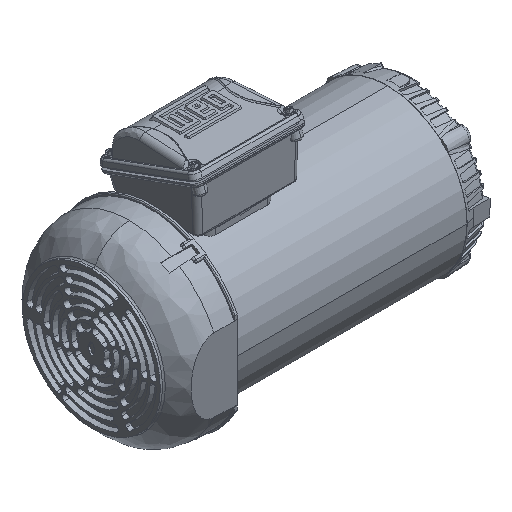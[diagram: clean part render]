
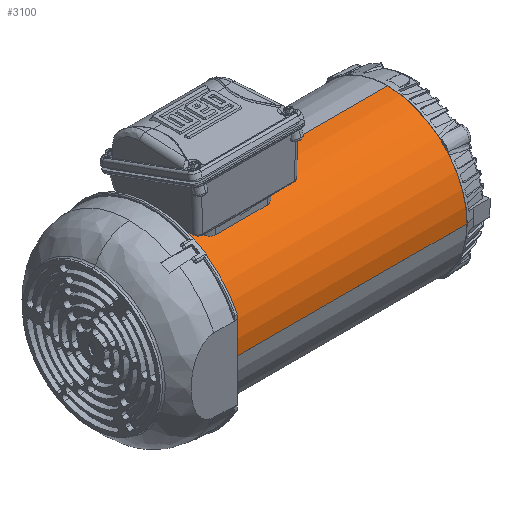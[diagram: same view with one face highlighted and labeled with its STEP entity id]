
A CAD part, isometric view. The second image highlights one B-rep face of the part: STEP entity #3100.
In plain terms, the highlighted cylindrical face has radius 81.875 mm (diameter 163.75 mm), a partial arc.
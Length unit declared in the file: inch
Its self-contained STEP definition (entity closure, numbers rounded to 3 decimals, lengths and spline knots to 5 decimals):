
#85 = AXIS2_PLACEMENT_3D ( 'NONE', #28653, #39936, #24494 ) ;
#1104 = VERTEX_POINT ( 'NONE', #3085 ) ;
#1288 = EDGE_LOOP ( 'NONE', ( #48299, #2821, #44961, #41803 ) ) ;
#1923 = DIRECTION ( 'NONE',  ( -1., 0., 0. ) ) ;
#2470 = VERTEX_POINT ( 'NONE', #23872 ) ;
#2821 = ORIENTED_EDGE ( 'NONE', *, *, #42260, .T. ) ;
#3085 = CARTESIAN_POINT ( 'NONE',  ( -3.45671, -0.55125, 3.22343 ) ) ;
#3100 = ADVANCED_FACE ( 'NONE', ( #28977 ), #3525, .T. ) ;
#3525 = CYLINDRICAL_SURFACE ( 'NONE', #9890, 3.22343 ) ;
#6761 = CARTESIAN_POINT ( 'NONE',  ( 24.31167, -0.55125, 3.22343 ) ) ;
#9781 = VECTOR ( 'NONE', #25819, 39.37008 ) ;
#9890 = AXIS2_PLACEMENT_3D ( 'NONE', #10880, #43908, #25294 ) ;
#10880 = CARTESIAN_POINT ( 'NONE',  ( 24.31167, -0.55125, 0. ) ) ;
#12508 = CIRCLE ( 'NONE', #85, 3.22343 ) ;
#13153 = AXIS2_PLACEMENT_3D ( 'NONE', #13417, #1923, #28323 ) ;
#13417 = CARTESIAN_POINT ( 'NONE',  ( 5.99211, -0.55125, 0. ) ) ;
#15692 = VERTEX_POINT ( 'NONE', #15901 ) ;
#15901 = CARTESIAN_POINT ( 'NONE',  ( -3.45671, -3.77467, 0.00056 ) ) ;
#16427 = VECTOR ( 'NONE', #28307, 39.37008 ) ;
#21461 = LINE ( 'NONE', #6761, #16427 ) ;
#23872 = CARTESIAN_POINT ( 'NONE',  ( 5.99211, -3.77467, 0.00056 ) ) ;
#24494 = DIRECTION ( 'NONE',  ( 0., 0., 1. ) ) ;
#25294 = DIRECTION ( 'NONE',  ( 0., 0., 1. ) ) ;
#25819 = DIRECTION ( 'NONE',  ( 1., 0., 0. ) ) ;
#26781 = LINE ( 'NONE', #37332, #9781 ) ;
#27510 = CARTESIAN_POINT ( 'NONE',  ( 5.99211, -0.55125, 3.22343 ) ) ;
#27516 = VERTEX_POINT ( 'NONE', #27510 ) ;
#28307 = DIRECTION ( 'NONE',  ( -1., 0., 0. ) ) ;
#28323 = DIRECTION ( 'NONE',  ( 0., 0., 1. ) ) ;
#28653 = CARTESIAN_POINT ( 'NONE',  ( -3.45671, -0.55125, 0. ) ) ;
#28977 = FACE_OUTER_BOUND ( 'NONE', #1288, .T. ) ;
#29555 = CIRCLE ( 'NONE', #13153, 3.22343 ) ;
#30392 = EDGE_CURVE ( 'NONE', #2470, #27516, #29555, .T. ) ;
#36094 = EDGE_CURVE ( 'NONE', #15692, #2470, #26781, .T. ) ;
#37332 = CARTESIAN_POINT ( 'NONE',  ( 24.31167, -3.77467, 0.00056 ) ) ;
#39936 = DIRECTION ( 'NONE',  ( 1., 0., 0. ) ) ;
#41803 = ORIENTED_EDGE ( 'NONE', *, *, #36094, .T. ) ;
#42260 = EDGE_CURVE ( 'NONE', #27516, #1104, #21461, .T. ) ;
#43908 = DIRECTION ( 'NONE',  ( -1., 0., 0. ) ) ;
#44384 = EDGE_CURVE ( 'NONE', #1104, #15692, #12508, .T. ) ;
#44961 = ORIENTED_EDGE ( 'NONE', *, *, #44384, .T. ) ;
#48299 = ORIENTED_EDGE ( 'NONE', *, *, #30392, .T. ) ;
